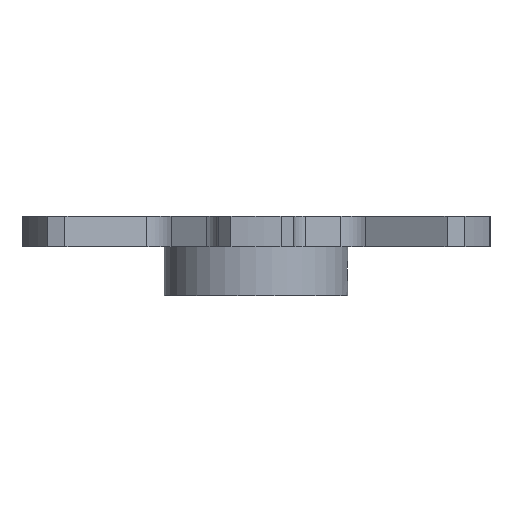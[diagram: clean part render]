
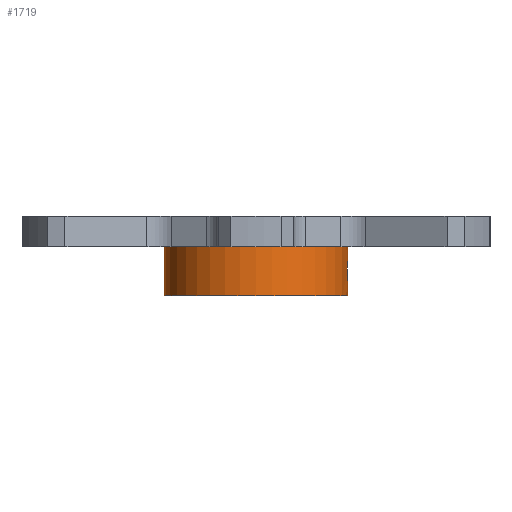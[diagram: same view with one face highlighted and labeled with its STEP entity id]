
A CAD part, front view. The second image highlights one B-rep face of the part: STEP entity #1719.
In plain terms, the highlighted cylindrical face has radius 15 mm (diameter 30 mm), a full revolution.
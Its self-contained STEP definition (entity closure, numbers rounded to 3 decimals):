
#15=B_SPLINE_CURVE_WITH_KNOTS('',3,(#2677,#2678,#2679,#2680,#2681,#2682,
#2683,#2684,#2685,#2686,#2687,#2688,#2689,#2690,#2691,#2692,#2693,#2694,
#2695,#2696,#2697,#2698,#2699,#2700,#2701,#2702,#2703),.UNSPECIFIED.,.F.,
 .F.,(4,2,2,2,3,2,2,2,2,2,2,2,4),(-0.264,-0.198,
-0.132,-0.066,0.,0.066,0.132,
0.198,0.264,0.33,0.396,
0.462,0.528),.UNSPECIFIED.);
#16=B_SPLINE_CURVE_WITH_KNOTS('',3,(#2704,#2705,#2706,#2707,#2708,#2709,
#2710,#2711,#2712,#2713),.UNSPECIFIED.,.F.,.F.,(4,2,2,2,4),(0.528,
0.594,0.66,0.726,0.792),
 .UNSPECIFIED.);
#54=CYLINDRICAL_SURFACE('',#1898,15.);
#71=FACE_BOUND('',#317,.T.);
#211=FACE_OUTER_BOUND('',#316,.T.);
#316=EDGE_LOOP('',(#1618,#1619,#1620,#1621));
#317=EDGE_LOOP('',(#1622,#1623));
#484=LINE('',#2967,#650);
#650=VECTOR('',#2395,6.5);
#721=CIRCLE('',#1885,15.);
#725=CIRCLE('',#1890,15.);
#833=VERTEX_POINT('',#2675);
#834=VERTEX_POINT('',#2676);
#886=VERTEX_POINT('',#2947);
#889=VERTEX_POINT('',#2955);
#1027=EDGE_CURVE('',#833,#834,#15,.T.);
#1028=EDGE_CURVE('',#834,#833,#16,.T.);
#1128=EDGE_CURVE('',#886,#886,#721,.T.);
#1132=EDGE_CURVE('',#889,#889,#725,.T.);
#1135=EDGE_CURVE('',#886,#889,#484,.T.);
#1618=ORIENTED_EDGE('',*,*,#1128,.F.);
#1619=ORIENTED_EDGE('',*,*,#1135,.T.);
#1620=ORIENTED_EDGE('',*,*,#1132,.T.);
#1621=ORIENTED_EDGE('',*,*,#1135,.F.);
#1622=ORIENTED_EDGE('',*,*,#1027,.T.);
#1623=ORIENTED_EDGE('',*,*,#1028,.T.);
#1719=ADVANCED_FACE('',(#211,#71),#54,.T.);
#1885=AXIS2_PLACEMENT_3D('',#2948,#2365,#2366);
#1890=AXIS2_PLACEMENT_3D('',#2956,#2375,#2376);
#1898=AXIS2_PLACEMENT_3D('',#2966,#2393,#2394);
#2365=DIRECTION('center_axis',(0.,0.,
-1.));
#2366=DIRECTION('ref_axis',(1.,0.,0.));
#2375=DIRECTION('center_axis',(0.,0.,
-1.));
#2376=DIRECTION('ref_axis',(1.,0.,0.));
#2393=DIRECTION('center_axis',(0.,0.,-1.));
#2394=DIRECTION('ref_axis',(1.,0.,0.));
#2395=DIRECTION('',(0.,0.,1.));
#2675=CARTESIAN_POINT('',(15.,0.,-0.25));
#2676=CARTESIAN_POINT('',(14.898,-1.75,-2.));
#2677=CARTESIAN_POINT('Ctrl Pts',(15.,0.,-0.25));
#2678=CARTESIAN_POINT('Ctrl Pts',(15.,0.22,-0.25));
#2679=CARTESIAN_POINT('Ctrl Pts',(14.995,0.454,-0.294));
#2680=CARTESIAN_POINT('Ctrl Pts',(14.975,0.886,-0.473));
#2681=CARTESIAN_POINT('Ctrl Pts',(14.962,1.082,-0.607));
#2682=CARTESIAN_POINT('Ctrl Pts',(14.936,1.393,-0.918));
#2683=CARTESIAN_POINT('Ctrl Pts',(14.922,1.527,-1.114));
#2684=CARTESIAN_POINT('Ctrl Pts',(14.903,1.706,-1.546));
#2685=CARTESIAN_POINT('Ctrl Pts',(14.898,1.75,-1.78));
#2686=CARTESIAN_POINT('Ctrl Pts',(14.898,1.75,-2.));
#2687=CARTESIAN_POINT('Ctrl Pts',(14.898,1.75,-2.22));
#2688=CARTESIAN_POINT('Ctrl Pts',(14.903,1.706,-2.454));
#2689=CARTESIAN_POINT('Ctrl Pts',(14.922,1.527,-2.886));
#2690=CARTESIAN_POINT('Ctrl Pts',(14.936,1.393,-3.082));
#2691=CARTESIAN_POINT('Ctrl Pts',(14.962,1.082,-3.393));
#2692=CARTESIAN_POINT('Ctrl Pts',(14.975,0.886,-3.527));
#2693=CARTESIAN_POINT('Ctrl Pts',(14.995,0.454,-3.706));
#2694=CARTESIAN_POINT('Ctrl Pts',(15.,0.22,-3.75));
#2695=CARTESIAN_POINT('Ctrl Pts',(15.,-0.22,-3.75));
#2696=CARTESIAN_POINT('Ctrl Pts',(14.995,-0.454,-3.706));
#2697=CARTESIAN_POINT('Ctrl Pts',(14.975,-0.886,-3.527));
#2698=CARTESIAN_POINT('Ctrl Pts',(14.962,-1.082,-3.393));
#2699=CARTESIAN_POINT('Ctrl Pts',(14.936,-1.393,-3.082));
#2700=CARTESIAN_POINT('Ctrl Pts',(14.922,-1.527,-2.886));
#2701=CARTESIAN_POINT('Ctrl Pts',(14.903,-1.706,-2.454));
#2702=CARTESIAN_POINT('Ctrl Pts',(14.898,-1.75,-2.22));
#2703=CARTESIAN_POINT('Ctrl Pts',(14.898,-1.75,-2.));
#2704=CARTESIAN_POINT('Ctrl Pts',(14.898,-1.75,-2.));
#2705=CARTESIAN_POINT('Ctrl Pts',(14.898,-1.75,-1.78));
#2706=CARTESIAN_POINT('Ctrl Pts',(14.903,-1.706,-1.546));
#2707=CARTESIAN_POINT('Ctrl Pts',(14.922,-1.527,-1.114));
#2708=CARTESIAN_POINT('Ctrl Pts',(14.936,-1.393,-0.918));
#2709=CARTESIAN_POINT('Ctrl Pts',(14.962,-1.082,-0.607));
#2710=CARTESIAN_POINT('Ctrl Pts',(14.975,-0.886,-0.473));
#2711=CARTESIAN_POINT('Ctrl Pts',(14.995,-0.454,-0.294));
#2712=CARTESIAN_POINT('Ctrl Pts',(15.,-0.22,-0.25));
#2713=CARTESIAN_POINT('Ctrl Pts',(15.,0.,-0.25));
#2947=CARTESIAN_POINT('',(-15.,0.,-6.));
#2948=CARTESIAN_POINT('Origin',(0.,0.,-6.));
#2955=CARTESIAN_POINT('',(-15.,0.,2.));
#2956=CARTESIAN_POINT('Origin',(0.,0.,2.));
#2966=CARTESIAN_POINT('Origin',(0.,0.,0.));
#2967=CARTESIAN_POINT('',(-15.,0.,0.));
